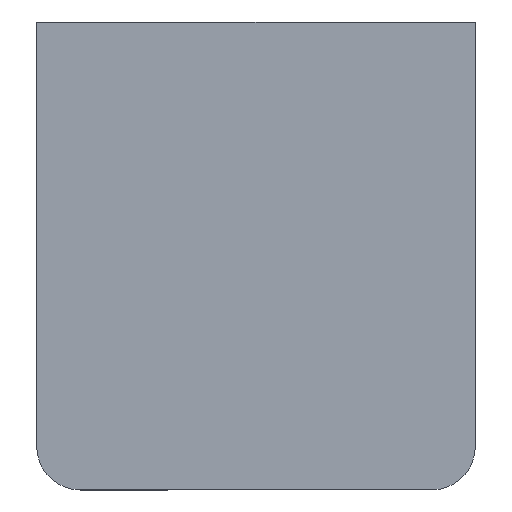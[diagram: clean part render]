
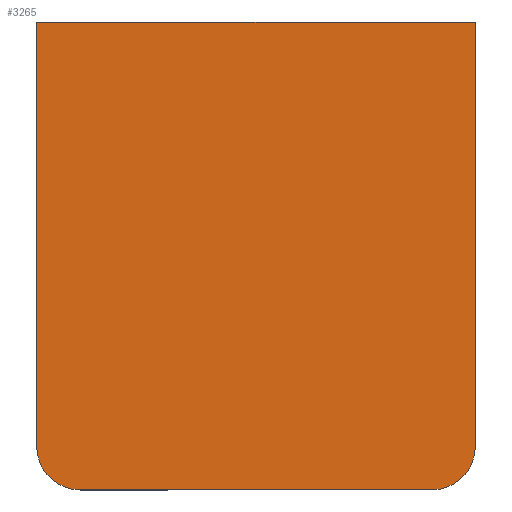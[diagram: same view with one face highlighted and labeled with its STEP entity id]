
A CAD part, left-side view. The second image highlights one B-rep face of the part: STEP entity #3265.
In plain terms, the highlighted face is planar.
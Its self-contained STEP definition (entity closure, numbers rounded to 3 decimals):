
#411 = CARTESIAN_POINT ( 'NONE',  ( -15., 0., 3. ) ) ;
#477 = CARTESIAN_POINT ( 'NONE',  ( 12., 0., 3. ) ) ;
#527 = CARTESIAN_POINT ( 'NONE',  ( 15., 0., 32.005 ) ) ;
#758 = CARTESIAN_POINT ( 'NONE',  ( 15., 0., 32.005 ) ) ;
#759 = LINE ( 'NONE', #5937, #1900 ) ;
#812 = DIRECTION ( 'NONE',  ( -1., 0., 0. ) ) ;
#856 = EDGE_CURVE ( 'NONE', #3264, #3739, #3112, .T. ) ;
#934 = ORIENTED_EDGE ( 'NONE', *, *, #2606, .F. ) ;
#957 = VERTEX_POINT ( 'NONE', #527 ) ;
#1108 = CARTESIAN_POINT ( 'NONE',  ( -12., 0., 3. ) ) ;
#1524 = DIRECTION ( 'NONE',  ( -1., 0., 0. ) ) ;
#1560 = ORIENTED_EDGE ( 'NONE', *, *, #5202, .F. ) ;
#1900 = VECTOR ( 'NONE', #3339, 1000. ) ;
#1984 = VERTEX_POINT ( 'NONE', #5968 ) ;
#2259 = ORIENTED_EDGE ( 'NONE', *, *, #6830, .F. ) ;
#2606 = EDGE_CURVE ( 'NONE', #1984, #4028, #8223, .T. ) ;
#2728 = ORIENTED_EDGE ( 'NONE', *, *, #6711, .T. ) ;
#3112 = LINE ( 'NONE', #7502, #6450 ) ;
#3138 = CARTESIAN_POINT ( 'NONE',  ( -15., 0., 32.005 ) ) ;
#3228 = ORIENTED_EDGE ( 'NONE', *, *, #856, .F. ) ;
#3264 = VERTEX_POINT ( 'NONE', #411 ) ;
#3265 = ADVANCED_FACE ( 'NONE', ( #5382 ), #6103, .F. ) ;
#3339 = DIRECTION ( 'NONE',  ( 0., 0., -1. ) ) ;
#3530 = AXIS2_PLACEMENT_3D ( 'NONE', #4699, #7465, #8051 ) ;
#3636 = CARTESIAN_POINT ( 'NONE',  ( 12., 0., 0. ) ) ;
#3642 = DIRECTION ( 'NONE',  ( 0., 1., 0. ) ) ;
#3668 = DIRECTION ( 'NONE',  ( 0., 0., 1. ) ) ;
#3739 = VERTEX_POINT ( 'NONE', #3138 ) ;
#3935 = AXIS2_PLACEMENT_3D ( 'NONE', #1108, #7381, #4178 ) ;
#4028 = VERTEX_POINT ( 'NONE', #3636 ) ;
#4178 = DIRECTION ( 'NONE',  ( 0., 0., 1. ) ) ;
#4469 = VECTOR ( 'NONE', #1524, 1000. ) ;
#4491 = LINE ( 'NONE', #6577, #7133 ) ;
#4568 = AXIS2_PLACEMENT_3D ( 'NONE', #477, #3642, #7347 ) ;
#4699 = CARTESIAN_POINT ( 'NONE',  ( -12., 0., 3. ) ) ;
#4750 = ORIENTED_EDGE ( 'NONE', *, *, #8045, .F. ) ;
#5202 = EDGE_CURVE ( 'NONE', #4028, #6245, #4491, .T. ) ;
#5382 = FACE_OUTER_BOUND ( 'NONE', #5626, .T. ) ;
#5626 = EDGE_LOOP ( 'NONE', ( #4750, #2728, #3228, #2259, #1560, #934 ) ) ;
#5935 = LINE ( 'NONE', #758, #4469 ) ;
#5937 = CARTESIAN_POINT ( 'NONE',  ( 15., 0., 3. ) ) ;
#5968 = CARTESIAN_POINT ( 'NONE',  ( 15., 0., 3. ) ) ;
#6103 = PLANE ( 'NONE',  #3530 ) ;
#6245 = VERTEX_POINT ( 'NONE', #7173 ) ;
#6450 = VECTOR ( 'NONE', #3668, 1000. ) ;
#6577 = CARTESIAN_POINT ( 'NONE',  ( -12., 0., 0. ) ) ;
#6711 = EDGE_CURVE ( 'NONE', #957, #3739, #5935, .T. ) ;
#6830 = EDGE_CURVE ( 'NONE', #6245, #3264, #7583, .T. ) ;
#7133 = VECTOR ( 'NONE', #812, 1000. ) ;
#7173 = CARTESIAN_POINT ( 'NONE',  ( -12., 0., 0. ) ) ;
#7347 = DIRECTION ( 'NONE',  ( 0., 0., -1. ) ) ;
#7381 = DIRECTION ( 'NONE',  ( 0., 1., 0. ) ) ;
#7465 = DIRECTION ( 'NONE',  ( 0., 1., 0. ) ) ;
#7502 = CARTESIAN_POINT ( 'NONE',  ( -15., 0., 3. ) ) ;
#7583 = CIRCLE ( 'NONE', #3935, 3. ) ;
#8045 = EDGE_CURVE ( 'NONE', #957, #1984, #759, .T. ) ;
#8051 = DIRECTION ( 'NONE',  ( 0., 0., 1. ) ) ;
#8223 = CIRCLE ( 'NONE', #4568, 3. ) ;
